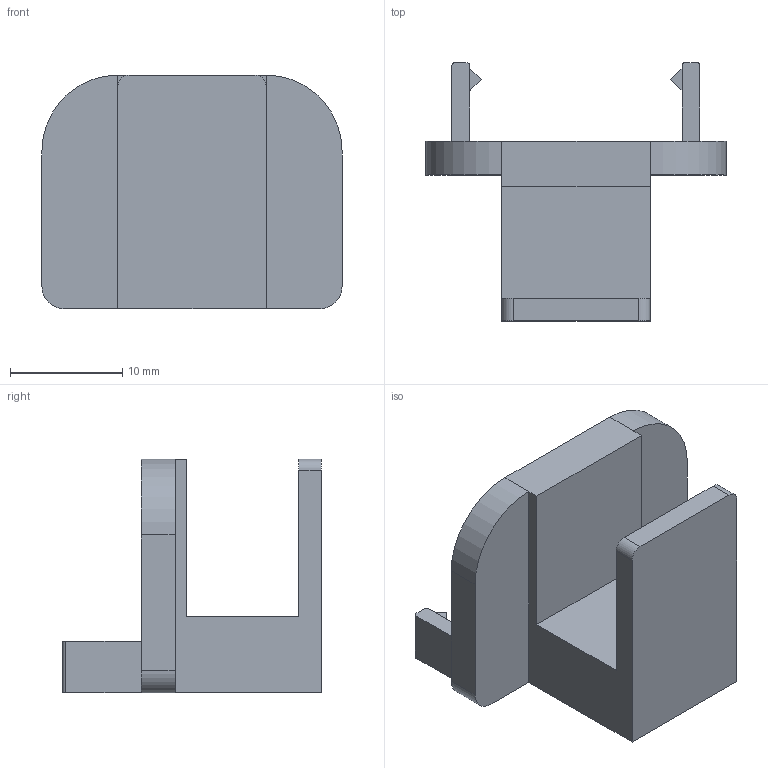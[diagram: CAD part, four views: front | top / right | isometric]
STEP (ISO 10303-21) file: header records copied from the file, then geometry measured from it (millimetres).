
FILE_DESCRIPTION(/* description */ (''),/* implementation_level */ '2;1');
FILE_NAME(/* name */ 'Hand_Raiser_Holder.step',/* time_stamp */ '2022-09-11T22:57:47-07:00',/* author */ (''),/* organization */ (''),/* preprocessor_version */ 'ST-DEVELOPER v19',/* originating_system */ 'Autodesk Translation Framework v11.7.0.108',/* authorisation */ '');
FILE_SCHEMA (('AUTOMOTIVE_DESIGN { 1 0 10303 214 3 1 1 }'));
Length unit declared in the file: millimetre
Products named in the file (2): Hand_Raiser_Holder; QT_PY_Board
Assembly tree (1 placements, depth 2):
  Hand_Raiser_Holder
    QT_PY_Board
Bounding box: 26.7 x 23 x 20.8 mm (x, y, z)
Volume: 3432.4 mm3; surface area: 2483.4 mm2
Topology: 1 solids, 1 shells, 40 faces, 106 edges, 70 vertices
Faces by surface type: plane 30, cylinder 10
Entity records: 1294 total; most frequent: CARTESIAN_POINT 219, ORIENTED_EDGE 212, DIRECTION 212, EDGE_CURVE 106, LINE 86, VECTOR 86, VERTEX_POINT 70, AXIS2_PLACEMENT_3D 63
